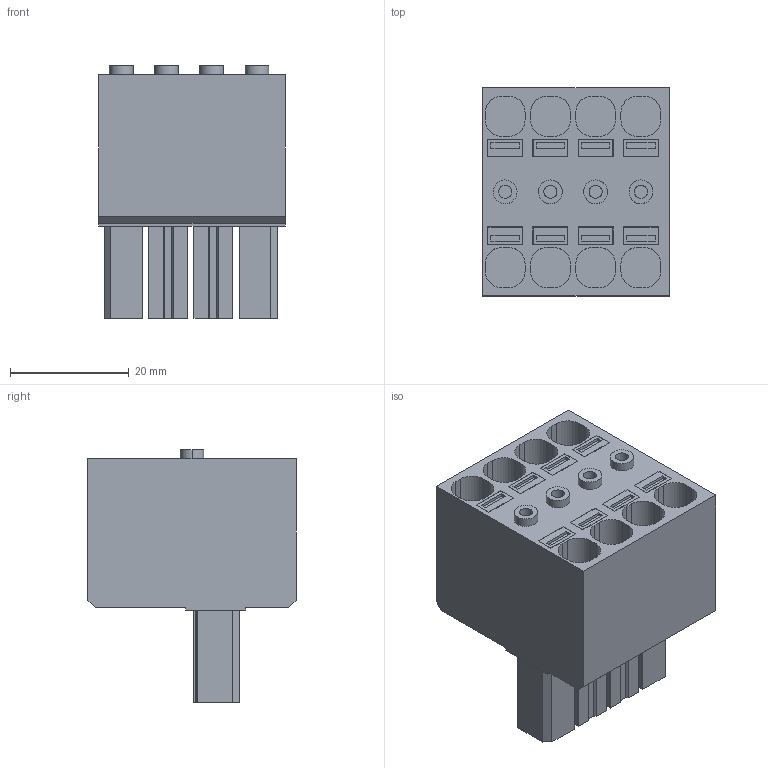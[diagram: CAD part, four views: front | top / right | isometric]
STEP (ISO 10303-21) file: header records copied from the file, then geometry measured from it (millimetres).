
FILE_DESCRIPTION(('CATIA V5 STEP Exchange','CAx-IF Rec.Pracs.--- Model Styling and Organization---1.4--- 2014-01-23'),'2;1');
FILE_NAME ('1208077-12_0_2720440000_2720440000.stp','2020-07-22T07:29:51+00:00',('none'),('Weidmueller'),'CATIA Version 5-6 Release 2016','CATIA V5 STEP AP214','none');
FILE_SCHEMA(('AUTOMOTIVE_DESIGN { 1 0 10303 214 1 1 1 1 }'));
Length unit declared in the file: millimetre
Products named in the file (1): 2720440000 
Bounding box: 31.48 x 35.05 x 42.58 mm (x, y, z)
Volume: 28361.3 mm3; surface area: 10770.1 mm2
Topology: 9 solids, 9 shells, 432 faces, 1074 edges, 716 vertices
Faces by surface type: plane 384, cylinder 48
Entity records: 12491 total; most frequent: CARTESIAN_POINT 2251, ORIENTED_EDGE 2148, DIRECTION 1705, EDGE_CURVE 1074, VECTOR 978, LINE 978, VERTEX_POINT 716, EDGE_LOOP 488
